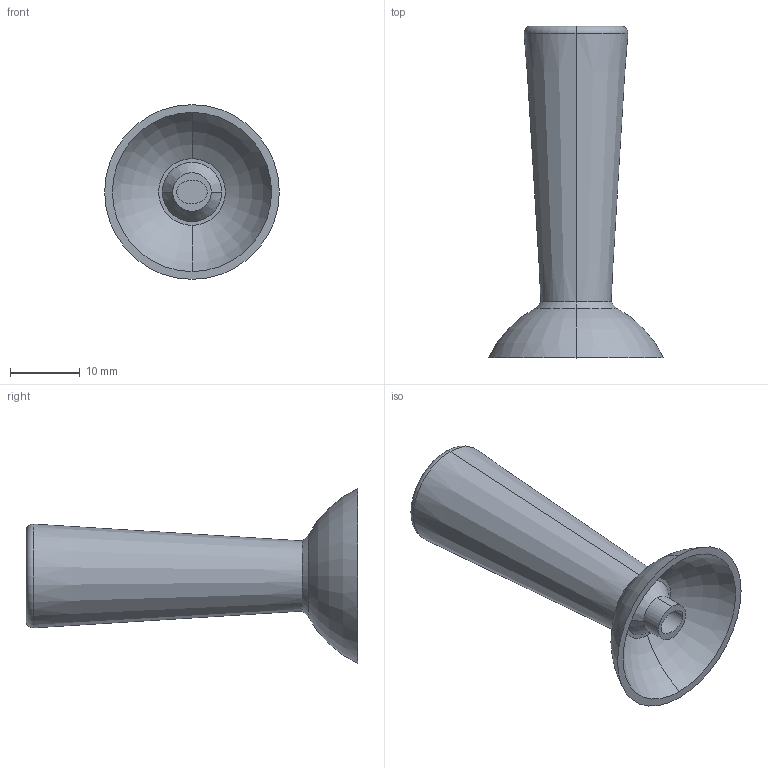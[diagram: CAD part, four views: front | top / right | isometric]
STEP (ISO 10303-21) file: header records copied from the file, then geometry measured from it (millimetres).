
FILE_DESCRIPTION (( 'STEP AP203' ), '1' );
FILE_NAME ('Powerchair Joystick Emulator.STEP', '2022-08-02T17:19:00', ( '' ), ( '' ), 'SwSTEP 2.0', 'SolidWorks 2021', '' );
FILE_SCHEMA (( 'CONFIG_CONTROL_DESIGN' ));
Length unit declared in the file: millimetre
Products named in the file (1): Powerchair Joystick Emulator
Bounding box: 25 x 47.5 x 25 mm (x, y, z)
Volume: 5664 mm3; surface area: 3177 mm2
Topology: 1 solids, 1 shells, 21 faces, 42 edges, 26 vertices
Faces by surface type: cone 6, torus 6, plane 5, bspline 2, cylinder 2
Entity records: 639 total; most frequent: CARTESIAN_POINT 116, DIRECTION 106, ORIENTED_EDGE 84, AXIS2_PLACEMENT_3D 48, EDGE_CURVE 42, CIRCLE 28, VERTEX_POINT 26, EDGE_LOOP 24
